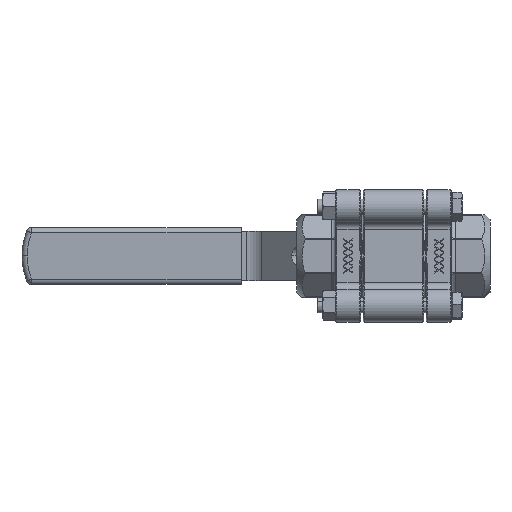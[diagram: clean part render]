
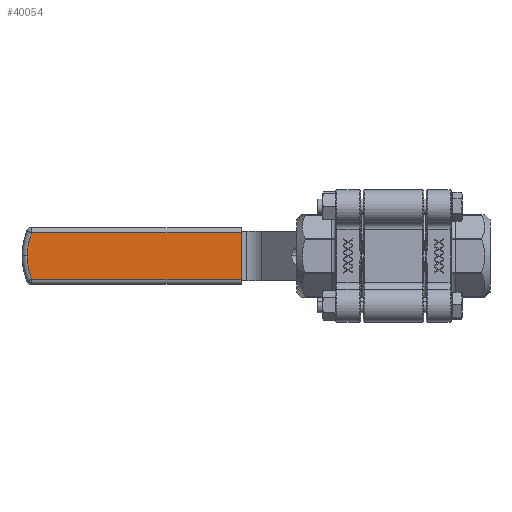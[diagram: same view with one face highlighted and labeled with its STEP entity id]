
A CAD part, front view. The second image highlights one B-rep face of the part: STEP entity #40054.
In plain terms, the highlighted planar face has unit normal (0, -1, 0).
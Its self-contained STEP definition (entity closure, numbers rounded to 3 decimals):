
#594 = DIRECTION ( 'NONE',  ( -1., 0., 0. ) ) ;
#1140 = ORIENTED_EDGE ( 'NONE', *, *, #63977, .T. ) ;
#1673 = DIRECTION ( 'NONE',  ( 0., 1., 0. ) ) ;
#1690 = ORIENTED_EDGE ( 'NONE', *, *, #8151, .T. ) ;
#1895 = VECTOR ( 'NONE', #47551, 1000. ) ;
#2158 = VECTOR ( 'NONE', #59748, 1000. ) ;
#4880 = VERTEX_POINT ( 'NONE', #47974 ) ;
#4889 = VERTEX_POINT ( 'NONE', #36748 ) ;
#8151 = EDGE_CURVE ( 'NONE', #19537, #76197, #35633, .T. ) ;
#8878 = CIRCLE ( 'NONE', #66824, 24.5 ) ;
#9192 = ORIENTED_EDGE ( 'NONE', *, *, #29467, .T. ) ;
#9941 = CARTESIAN_POINT ( 'NONE',  ( -59., 74.7, -9. ) ) ;
#17912 = VERTEX_POINT ( 'NONE', #66486 ) ;
#18402 = CARTESIAN_POINT ( 'NONE',  ( -59., 74.7, 9. ) ) ;
#19400 = ORIENTED_EDGE ( 'NONE', *, *, #67848, .T. ) ;
#19537 = VERTEX_POINT ( 'NONE', #75166 ) ;
#22710 = AXIS2_PLACEMENT_3D ( 'NONE', #39348, #1673, #45643 ) ;
#24019 = FACE_OUTER_BOUND ( 'NONE', #50913, .T. ) ;
#24786 = DIRECTION ( 'NONE',  ( -1., 0., 0. ) ) ;
#25487 = ORIENTED_EDGE ( 'NONE', *, *, #65234, .T. ) ;
#29467 = EDGE_CURVE ( 'NONE', #4889, #19537, #66887, .T. ) ;
#29956 = DIRECTION ( 'NONE',  ( 0., -1., 0. ) ) ;
#34565 = VECTOR ( 'NONE', #24786, 1000. ) ;
#35633 = LINE ( 'NONE', #53685, #2158 ) ;
#36748 = CARTESIAN_POINT ( 'NONE',  ( -140.287, 74.7, -9. ) ) ;
#38273 = DIRECTION ( 'NONE',  ( 0., -1., 0. ) ) ;
#39348 = CARTESIAN_POINT ( 'NONE',  ( -117.5, 74.7, 0. ) ) ;
#40054 = ADVANCED_FACE ( 'NONE', ( #24019 ), #76834, .F. ) ;
#45643 = DIRECTION ( 'NONE',  ( -1., 0., 0. ) ) ;
#47551 = DIRECTION ( 'NONE',  ( 1., 0., 0. ) ) ;
#47974 = CARTESIAN_POINT ( 'NONE',  ( -140.287, 74.7, 9. ) ) ;
#48062 = AXIS2_PLACEMENT_3D ( 'NONE', #75959, #38273, #594 ) ;
#50913 = EDGE_LOOP ( 'NONE', ( #1690, #1140, #19400, #25487, #9192 ) ) ;
#53685 = CARTESIAN_POINT ( 'NONE',  ( -59., 74.7, -11. ) ) ;
#59748 = DIRECTION ( 'NONE',  ( 0., 0., 1. ) ) ;
#62968 = CARTESIAN_POINT ( 'NONE',  ( -141.609, 74.7, 9. ) ) ;
#63977 = EDGE_CURVE ( 'NONE', #76197, #4880, #68061, .T. ) ;
#65234 = EDGE_CURVE ( 'NONE', #17912, #4889, #67666, .T. ) ;
#66486 = CARTESIAN_POINT ( 'NONE',  ( -142., 74.7, 0. ) ) ;
#66824 = AXIS2_PLACEMENT_3D ( 'NONE', #67681, #29956, #74027 ) ;
#66887 = LINE ( 'NONE', #9941, #1895 ) ;
#67666 = CIRCLE ( 'NONE', #48062, 24.5 ) ;
#67681 = CARTESIAN_POINT ( 'NONE',  ( -117.5, 74.7, 0. ) ) ;
#67848 = EDGE_CURVE ( 'NONE', #4880, #17912, #8878, .T. ) ;
#68061 = LINE ( 'NONE', #62968, #34565 ) ;
#74027 = DIRECTION ( 'NONE',  ( -1., 0., 0. ) ) ;
#75166 = CARTESIAN_POINT ( 'NONE',  ( -59., 74.7, -9. ) ) ;
#75959 = CARTESIAN_POINT ( 'NONE',  ( -117.5, 74.7, 0. ) ) ;
#76197 = VERTEX_POINT ( 'NONE', #18402 ) ;
#76834 = PLANE ( 'NONE',  #22710 ) ;
